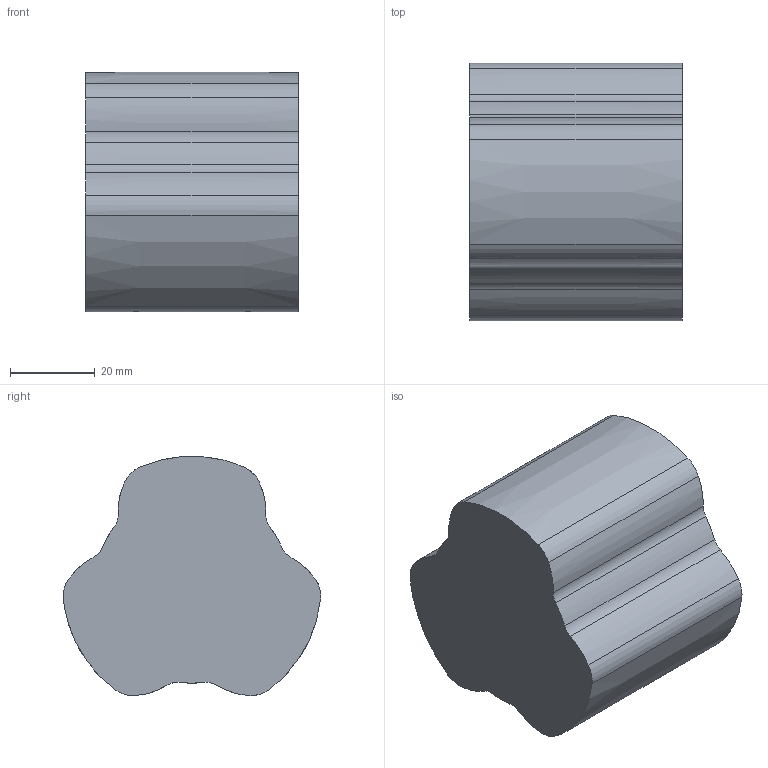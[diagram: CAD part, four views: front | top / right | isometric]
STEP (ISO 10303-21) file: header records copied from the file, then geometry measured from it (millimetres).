
FILE_DESCRIPTION(('CATIA V5 STEP Exchange'),'2;1');
FILE_NAME('EN19_2QTY_CASING final (CMM).stp','2020-01-10T05:23:04+00:00',('none'),('none'),'CATIA Version 5 Release 21 GA (IN-10)','CATIA V5 STEP AP203','none');
FILE_SCHEMA(('CONFIG_CONTROL_DESIGN'));
Length unit declared in the file: millimetre
Products named in the file (1): Part11.1
Bounding box: 50 x 60.73 x 56.49 mm (x, y, z)
Volume: 22744.7 mm3; surface area: 22993.2 mm2
Topology: 1 solids, 1 shells, 51 faces, 144 edges, 96 vertices
Faces by surface type: extrusion 48, plane 3
Entity records: 2116 total; most frequent: CARTESIAN_POINT 940, ORIENTED_EDGE 288, B_SPLINE_CURVE_WITH_KNOTS 144, EDGE_CURVE 144, DIRECTION 102, VECTOR 96, VERTEX_POINT 96, EDGE_LOOP 52
